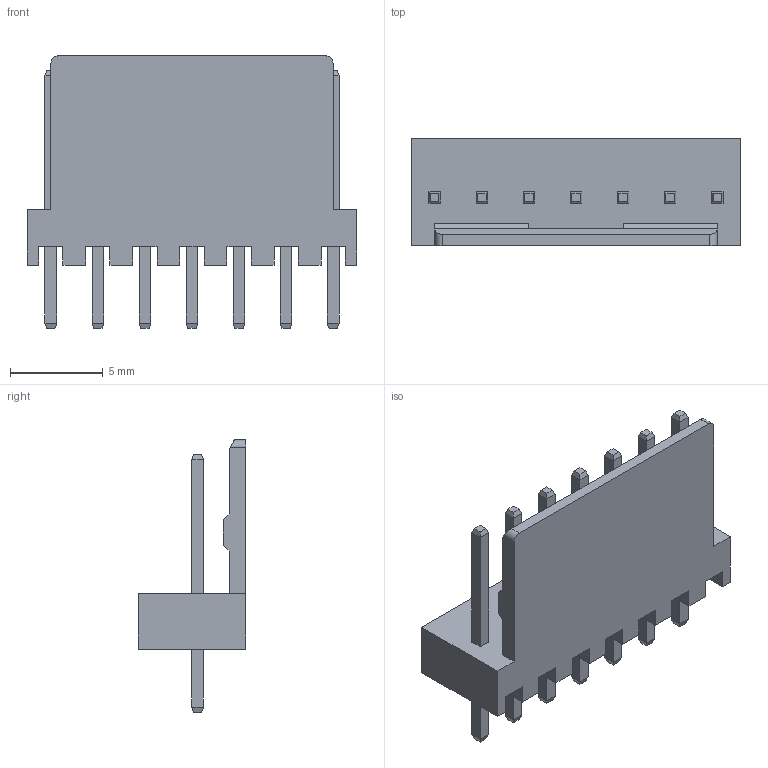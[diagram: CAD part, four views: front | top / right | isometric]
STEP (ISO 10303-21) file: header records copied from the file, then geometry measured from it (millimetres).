
FILE_DESCRIPTION(('STEP AP214'), '1');
FILE_NAME('WF', '', ('UNSPECIFIED'), ('UNSPECIFIED'), 'ASCON STEP Converter 1.6', 'ASCON Math Kernel', '');
FILE_SCHEMA(('AUTOMOTIVE_DESIGN { 1 0 10303 214 3 1 1}'));
Length unit declared in the file: millimetre
Bounding box: 17.78 x 5.8 x 14.7 mm (x, y, z)
Volume: 408.1 mm3; surface area: 960.3 mm2
Topology: 8 solids, 8 shells, 175 faces, 421 edges, 262 vertices
Faces by surface type: plane 173, cylinder 2
Entity records: 6419 total; most frequent: CARTESIAN_POINT 865, ORIENTED_EDGE 842, DIRECTION 773, EDGE_CURVE 421, LINE 417, VECTOR 417, VERTEX_POINT 262, FACE_BOUND 189
